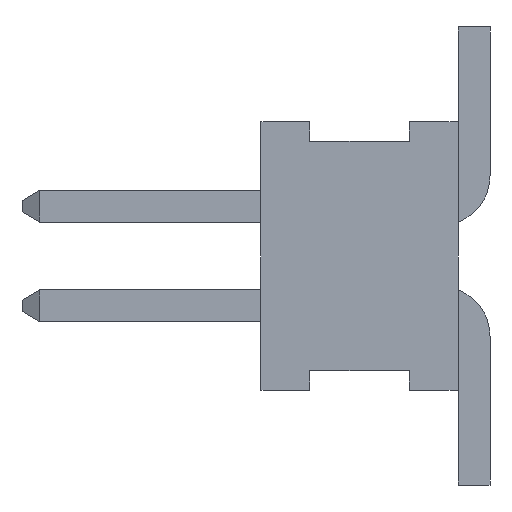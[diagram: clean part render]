
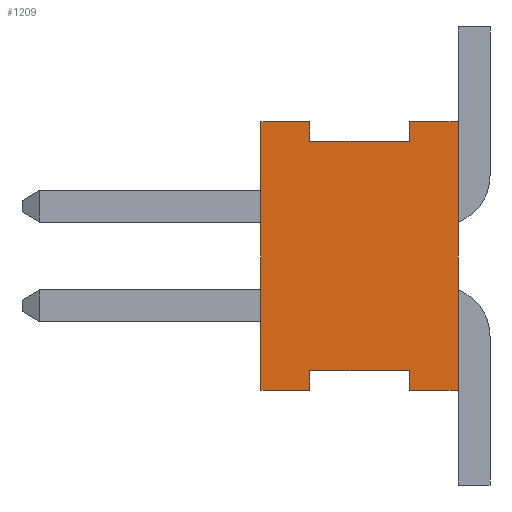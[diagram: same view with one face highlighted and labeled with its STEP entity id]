
A CAD part, left-side view. The second image highlights one B-rep face of the part: STEP entity #1209.
In plain terms, the highlighted planar face has unit normal (-1, 0, 0).
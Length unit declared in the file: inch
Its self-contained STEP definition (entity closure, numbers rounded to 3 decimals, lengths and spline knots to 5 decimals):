
#21 = CARTESIAN_POINT ( 'NONE',  ( -0.125, 0.0745, -0.0675 ) ) ;
#40 = CARTESIAN_POINT ( 'NONE',  ( -0.125, 0.099, -0.0675 ) ) ;
#66 = CARTESIAN_POINT ( 'NONE',  ( -0.125, 0.0745, -0.0575 ) ) ;
#113 = CARTESIAN_POINT ( 'NONE',  ( -0.125, 0.0745, 0.0675 ) ) ;
#158 = CARTESIAN_POINT ( 'NONE',  ( -0.125, 0.0245, -0.0575 ) ) ;
#183 = CARTESIAN_POINT ( 'NONE',  ( -0.125, 0., 0.0675 ) ) ;
#1013 = CARTESIAN_POINT ( 'NONE',  ( -0.125, 0.099, -0.0675 ) ) ;
#1020 = PLANE ( 'NONE',  #3793 ) ;
#1022 = DIRECTION ( 'NONE',  ( 1., 0., 0. ) ) ;
#1023 = DIRECTION ( 'NONE',  ( 0., 0., -1. ) ) ;
#1209 = ADVANCED_FACE ( 'NONE', ( #2634 ), #1020, .F. ) ;
#1391 = VECTOR ( 'NONE', #6472, 39.37008 ) ;
#1393 = VECTOR ( 'NONE', #6474, 39.37008 ) ;
#1396 = LINE ( 'NONE', #6481, #1391 ) ;
#1402 = LINE ( 'NONE', #6484, #1393 ) ;
#1443 = VECTOR ( 'NONE', #6531, 39.37008 ) ;
#1445 = LINE ( 'NONE', #6529, #1443 ) ;
#1487 = VECTOR ( 'NONE', #6587, 39.37008 ) ;
#1489 = LINE ( 'NONE', #6579, #1487 ) ;
#1539 = VECTOR ( 'NONE', #6629, 39.37008 ) ;
#1548 = LINE ( 'NONE', #6640, #1539 ) ;
#1597 = VECTOR ( 'NONE', #6691, 39.37008 ) ;
#1600 = LINE ( 'NONE', #6693, #1597 ) ;
#1613 = VECTOR ( 'NONE', #6706, 39.37008 ) ;
#1616 = LINE ( 'NONE', #6708, #1613 ) ;
#1812 = CARTESIAN_POINT ( 'NONE',  ( -0.125, 0., -0.0675 ) ) ;
#1814 = VECTOR ( 'NONE', #2060, 39.37008 ) ;
#1826 = LINE ( 'NONE', #2027, #1814 ) ;
#1835 = CARTESIAN_POINT ( 'NONE',  ( -0.125, 0.0245, -0.0675 ) ) ;
#1875 = CARTESIAN_POINT ( 'NONE',  ( -0.125, 0.0245, 0.0575 ) ) ;
#2027 = CARTESIAN_POINT ( 'NONE',  ( -0.125, 0.0745, -0.0575 ) ) ;
#2060 = DIRECTION ( 'NONE',  ( 0., 1., 0. ) ) ;
#2085 = CARTESIAN_POINT ( 'NONE',  ( -0.125, 0.0745, 0.0575 ) ) ;
#2098 = CARTESIAN_POINT ( 'NONE',  ( -0.125, 0.099, 0.0675 ) ) ;
#2171 = LINE ( 'NONE', #6352, #2177 ) ;
#2177 = VECTOR ( 'NONE', #6350, 39.37008 ) ;
#2182 = CARTESIAN_POINT ( 'NONE',  ( -0.125, 0.0245, 0.0675 ) ) ;
#2354 = LINE ( 'NONE', #6214, #2371 ) ;
#2371 = VECTOR ( 'NONE', #6192, 39.37008 ) ;
#2380 = LINE ( 'NONE', #6186, #2397 ) ;
#2397 = VECTOR ( 'NONE', #6166, 39.37008 ) ;
#2529 = LINE ( 'NONE', #5908, #2532 ) ;
#2532 = VECTOR ( 'NONE', #5905, 39.37008 ) ;
#2634 = FACE_OUTER_BOUND ( 'NONE', #5609, .T. ) ;
#2722 = VERTEX_POINT ( 'NONE', #183 ) ;
#2738 = VERTEX_POINT ( 'NONE', #158 ) ;
#2806 = VERTEX_POINT ( 'NONE', #113 ) ;
#2877 = VERTEX_POINT ( 'NONE', #66 ) ;
#2916 = VERTEX_POINT ( 'NONE', #40 ) ;
#2950 = VERTEX_POINT ( 'NONE', #21 ) ;
#3012 = VERTEX_POINT ( 'NONE', #2182 ) ;
#3076 = VERTEX_POINT ( 'NONE', #2098 ) ;
#3097 = VERTEX_POINT ( 'NONE', #2085 ) ;
#3203 = VERTEX_POINT ( 'NONE', #1875 ) ;
#3244 = VERTEX_POINT ( 'NONE', #1835 ) ;
#3264 = VERTEX_POINT ( 'NONE', #1812 ) ;
#3793 = AXIS2_PLACEMENT_3D ( 'NONE', #1013, #1022, #1023 ) ;
#3957 = EDGE_CURVE ( 'NONE', #2738, #2877, #1826, .T. ) ;
#4027 = EDGE_CURVE ( 'NONE', #3244, #2738, #1616, .T. ) ;
#4035 = EDGE_CURVE ( 'NONE', #3264, #2722, #1600, .T. ) ;
#4065 = EDGE_CURVE ( 'NONE', #3097, #3203, #1548, .T. ) ;
#4092 = EDGE_CURVE ( 'NONE', #3244, #3264, #1489, .T. ) ;
#4115 = EDGE_CURVE ( 'NONE', #2916, #3076, #1445, .T. ) ;
#4140 = EDGE_CURVE ( 'NONE', #3203, #3012, #1402, .T. ) ;
#4141 = EDGE_CURVE ( 'NONE', #3012, #2722, #1396, .T. ) ;
#4202 = EDGE_CURVE ( 'NONE', #2806, #3097, #2171, .T. ) ;
#4279 = EDGE_CURVE ( 'NONE', #2877, #2950, #2354, .T. ) ;
#4292 = EDGE_CURVE ( 'NONE', #3076, #2806, #2380, .T. ) ;
#4360 = EDGE_CURVE ( 'NONE', #2916, #2950, #2529, .T. ) ;
#5070 = ORIENTED_EDGE ( 'NONE', *, *, #4035, .T. ) ;
#5080 = ORIENTED_EDGE ( 'NONE', *, *, #4140, .F. ) ;
#5094 = ORIENTED_EDGE ( 'NONE', *, *, #4065, .F. ) ;
#5233 = ORIENTED_EDGE ( 'NONE', *, *, #4092, .T. ) ;
#5246 = ORIENTED_EDGE ( 'NONE', *, *, #4141, .F. ) ;
#5259 = ORIENTED_EDGE ( 'NONE', *, *, #3957, .F. ) ;
#5273 = ORIENTED_EDGE ( 'NONE', *, *, #4027, .F. ) ;
#5314 = ORIENTED_EDGE ( 'NONE', *, *, #4202, .F. ) ;
#5328 = ORIENTED_EDGE ( 'NONE', *, *, #4292, .F. ) ;
#5342 = ORIENTED_EDGE ( 'NONE', *, *, #4115, .F. ) ;
#5355 = ORIENTED_EDGE ( 'NONE', *, *, #4360, .T. ) ;
#5371 = ORIENTED_EDGE ( 'NONE', *, *, #4279, .F. ) ;
#5609 = EDGE_LOOP ( 'NONE', ( #5094, #5314, #5328, #5342, #5355, #5371, #5259, #5273, #5233, #5070, #5246, #5080 ) ) ;
#5905 = DIRECTION ( 'NONE',  ( 0., -1., 0. ) ) ;
#5908 = CARTESIAN_POINT ( 'NONE',  ( -0.125, 0.099, -0.0675 ) ) ;
#6166 = DIRECTION ( 'NONE',  ( 0., -1., 0. ) ) ;
#6186 = CARTESIAN_POINT ( 'NONE',  ( -0.125, 0.099, 0.0675 ) ) ;
#6192 = DIRECTION ( 'NONE',  ( 0., 0., -1. ) ) ;
#6214 = CARTESIAN_POINT ( 'NONE',  ( -0.125, 0.0745, -0.0675 ) ) ;
#6350 = DIRECTION ( 'NONE',  ( 0., 0., -1. ) ) ;
#6352 = CARTESIAN_POINT ( 'NONE',  ( -0.125, 0.0745, 0.0675 ) ) ;
#6472 = DIRECTION ( 'NONE',  ( 0., -1., 0. ) ) ;
#6474 = DIRECTION ( 'NONE',  ( 0., 0., 1. ) ) ;
#6481 = CARTESIAN_POINT ( 'NONE',  ( -0.125, 0.099, 0.0675 ) ) ;
#6484 = CARTESIAN_POINT ( 'NONE',  ( -0.125, 0.0245, 0.0675 ) ) ;
#6529 = CARTESIAN_POINT ( 'NONE',  ( -0.125, 0.099, -0.0675 ) ) ;
#6531 = DIRECTION ( 'NONE',  ( 0., 0., 1. ) ) ;
#6579 = CARTESIAN_POINT ( 'NONE',  ( -0.125, 0.099, -0.0675 ) ) ;
#6587 = DIRECTION ( 'NONE',  ( 0., -1., 0. ) ) ;
#6629 = DIRECTION ( 'NONE',  ( 0., -1., 0. ) ) ;
#6640 = CARTESIAN_POINT ( 'NONE',  ( -0.125, 0.0745, 0.0575 ) ) ;
#6691 = DIRECTION ( 'NONE',  ( 0., 0., 1. ) ) ;
#6693 = CARTESIAN_POINT ( 'NONE',  ( -0.125, 0., -0.0675 ) ) ;
#6706 = DIRECTION ( 'NONE',  ( 0., 0., 1. ) ) ;
#6708 = CARTESIAN_POINT ( 'NONE',  ( -0.125, 0.0245, -0.0675 ) ) ;
